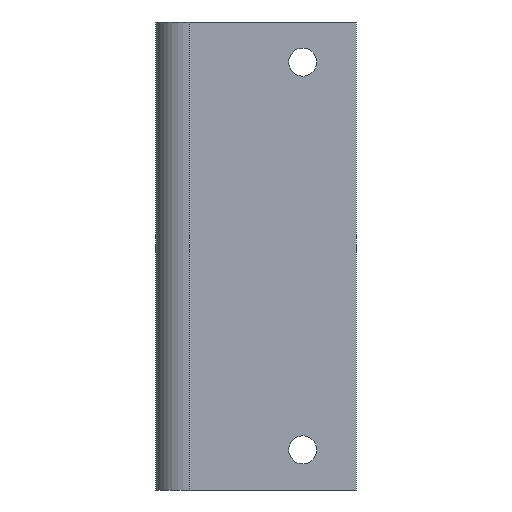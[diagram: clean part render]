
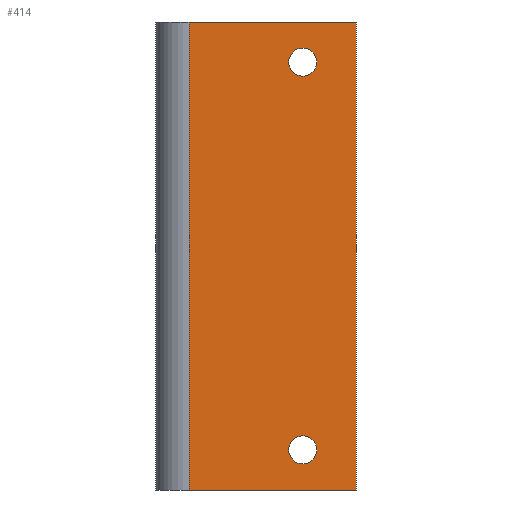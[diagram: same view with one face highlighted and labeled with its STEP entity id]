
A CAD part, left-side view. The second image highlights one B-rep face of the part: STEP entity #414.
In plain terms, the highlighted planar face has unit normal (-1, 0, 0).
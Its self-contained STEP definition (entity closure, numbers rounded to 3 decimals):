
#7 = VECTOR ( 'NONE', #641, 1000. ) ;
#10 = ORIENTED_EDGE ( 'NONE', *, *, #235, .T. ) ;
#15 = DIRECTION ( 'NONE',  ( 1., 0., 0. ) ) ;
#18 = DIRECTION ( 'NONE',  ( 1., 0., 0. ) ) ;
#23 = EDGE_CURVE ( 'NONE', #228, #598, #191, .T. ) ;
#24 = CARTESIAN_POINT ( 'NONE',  ( -5., -7., 31.1 ) ) ;
#34 = ORIENTED_EDGE ( 'NONE', *, *, #451, .F. ) ;
#40 = CIRCLE ( 'NONE', #553, 2.1 ) ;
#72 = VECTOR ( 'NONE', #145, 1000. ) ;
#76 = CARTESIAN_POINT ( 'NONE',  ( -5., -7., -31.1 ) ) ;
#81 = DIRECTION ( 'NONE',  ( 1., 0., 0. ) ) ;
#85 = CIRCLE ( 'NONE', #601, 2.1 ) ;
#104 = EDGE_CURVE ( 'NONE', #238, #225, #121, .T. ) ;
#119 = LINE ( 'NONE', #455, #130 ) ;
#121 = CIRCLE ( 'NONE', #470, 2.1 ) ;
#130 = VECTOR ( 'NONE', #493, 1000. ) ;
#136 = FACE_BOUND ( 'NONE', #147, .T. ) ;
#145 = DIRECTION ( 'NONE',  ( 0., 0., -1. ) ) ;
#147 = EDGE_LOOP ( 'NONE', ( #10, #252 ) ) ;
#152 = VERTEX_POINT ( 'NONE', #178 ) ;
#162 = ORIENTED_EDGE ( 'NONE', *, *, #104, .T. ) ;
#168 = CARTESIAN_POINT ( 'NONE',  ( -5., 10., -35. ) ) ;
#169 = ORIENTED_EDGE ( 'NONE', *, *, #443, .F. ) ;
#174 = ORIENTED_EDGE ( 'NONE', *, *, #342, .T. ) ;
#178 = CARTESIAN_POINT ( 'NONE',  ( -5., 10., 35. ) ) ;
#183 = DIRECTION ( 'NONE',  ( 0., 0., -1. ) ) ;
#191 = LINE ( 'NONE', #363, #565 ) ;
#192 = LINE ( 'NONE', #419, #7 ) ;
#217 = EDGE_CURVE ( 'NONE', #225, #238, #40, .T. ) ;
#225 = VERTEX_POINT ( 'NONE', #233 ) ;
#228 = VERTEX_POINT ( 'NONE', #168 ) ;
#233 = CARTESIAN_POINT ( 'NONE',  ( -5., -7., -26.9 ) ) ;
#235 = EDGE_CURVE ( 'NONE', #712, #318, #85, .T. ) ;
#238 = VERTEX_POINT ( 'NONE', #76 ) ;
#252 = ORIENTED_EDGE ( 'NONE', *, *, #559, .T. ) ;
#253 = CARTESIAN_POINT ( 'NONE',  ( -5., -15., -35. ) ) ;
#294 = CIRCLE ( 'NONE', #388, 2.1 ) ;
#314 = CARTESIAN_POINT ( 'NONE',  ( -5., -15., 35. ) ) ;
#318 = VERTEX_POINT ( 'NONE', #24 ) ;
#342 = EDGE_CURVE ( 'NONE', #152, #228, #541, .T. ) ;
#351 = DIRECTION ( 'NONE',  ( 1., 0., 0. ) ) ;
#356 = DIRECTION ( 'NONE',  ( 0., -1., 0. ) ) ;
#361 = DIRECTION ( 'NONE',  ( 0., 0., -1. ) ) ;
#362 = CARTESIAN_POINT ( 'NONE',  ( -5., -7., 26.9 ) ) ;
#363 = CARTESIAN_POINT ( 'NONE',  ( -5., 15., -35. ) ) ;
#365 = CARTESIAN_POINT ( 'NONE',  ( -5., 15., 35. ) ) ;
#385 = CARTESIAN_POINT ( 'NONE',  ( -5., -7., -29. ) ) ;
#388 = AXIS2_PLACEMENT_3D ( 'NONE', #411, #351, #579 ) ;
#408 = CARTESIAN_POINT ( 'NONE',  ( -5., -7., 29. ) ) ;
#411 = CARTESIAN_POINT ( 'NONE',  ( -5., -7., 29. ) ) ;
#414 = ADVANCED_FACE ( 'NONE', ( #136, #490, #416 ), #634, .F. ) ;
#416 = FACE_OUTER_BOUND ( 'NONE', #488, .T. ) ;
#419 = CARTESIAN_POINT ( 'NONE',  ( -5., -15., 35. ) ) ;
#443 = EDGE_CURVE ( 'NONE', #615, #598, #192, .T. ) ;
#445 = EDGE_LOOP ( 'NONE', ( #162, #706 ) ) ;
#447 = AXIS2_PLACEMENT_3D ( 'NONE', #365, #81, #361 ) ;
#450 = CARTESIAN_POINT ( 'NONE',  ( -5., -7., -29. ) ) ;
#451 = EDGE_CURVE ( 'NONE', #152, #615, #119, .T. ) ;
#455 = CARTESIAN_POINT ( 'NONE',  ( -5., 15., 35. ) ) ;
#470 = AXIS2_PLACEMENT_3D ( 'NONE', #385, #561, #658 ) ;
#488 = EDGE_LOOP ( 'NONE', ( #34, #174, #686, #169 ) ) ;
#490 = FACE_BOUND ( 'NONE', #445, .T. ) ;
#493 = DIRECTION ( 'NONE',  ( 0., -1., 0. ) ) ;
#541 = LINE ( 'NONE', #645, #72 ) ;
#553 = AXIS2_PLACEMENT_3D ( 'NONE', #450, #18, #622 ) ;
#559 = EDGE_CURVE ( 'NONE', #318, #712, #294, .T. ) ;
#561 = DIRECTION ( 'NONE',  ( 1., 0., 0. ) ) ;
#565 = VECTOR ( 'NONE', #356, 1000. ) ;
#579 = DIRECTION ( 'NONE',  ( 0., 0., -1. ) ) ;
#598 = VERTEX_POINT ( 'NONE', #253 ) ;
#601 = AXIS2_PLACEMENT_3D ( 'NONE', #408, #15, #183 ) ;
#615 = VERTEX_POINT ( 'NONE', #314 ) ;
#622 = DIRECTION ( 'NONE',  ( 0., 0., -1. ) ) ;
#634 = PLANE ( 'NONE',  #447 ) ;
#641 = DIRECTION ( 'NONE',  ( 0., 0., -1. ) ) ;
#645 = CARTESIAN_POINT ( 'NONE',  ( -5., 10., 35. ) ) ;
#658 = DIRECTION ( 'NONE',  ( 0., 0., -1. ) ) ;
#686 = ORIENTED_EDGE ( 'NONE', *, *, #23, .T. ) ;
#706 = ORIENTED_EDGE ( 'NONE', *, *, #217, .T. ) ;
#712 = VERTEX_POINT ( 'NONE', #362 ) ;
